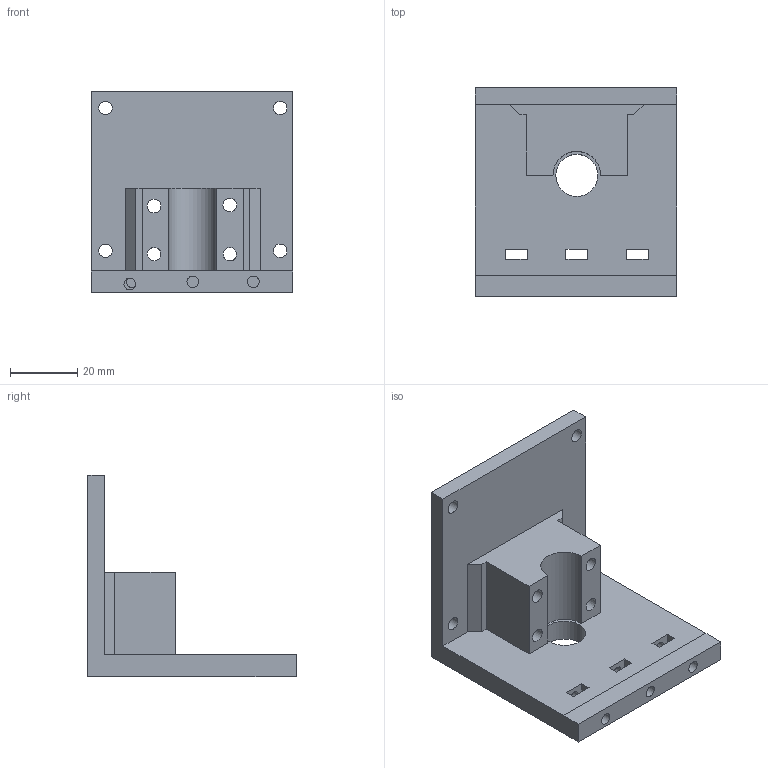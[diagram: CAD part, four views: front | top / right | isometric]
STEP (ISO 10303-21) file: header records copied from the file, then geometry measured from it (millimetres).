
FILE_DESCRIPTION(/* description */ (''),/* implementation_level */ '2;1');
FILE_NAME(/* name */ '',/* time_stamp */ '2026-02-06T17:13:03+03:00',/* author */ ('katya_notebook'),/* organization */ (''),/* preprocessor_version */ 'ST-DEVELOPER v20',/* originating_system */ 'Autodesk Inventor 2024',/* authorisation */ '');
FILE_SCHEMA (('AUTOMOTIVE_DESIGN { 1 0 10303 214 3 1 1 }'));
Length unit declared in the file: millimetre
Products named in the file (1): крепление свободной 
шестерни
Bounding box: 60 x 62 x 60 mm (x, y, z)
Volume: 51429.2 mm3; surface area: 19140.6 mm2
Topology: 1 solids, 1 shells, 53 faces, 181 edges, 167 vertices
Faces by surface type: plane 36, cylinder 15, bspline 2
Full cylindrical faces by diameter (mm): 3.5 x7, 4 x4, 4.05 x2, 12.5 x1
Entity records: 2305 total; most frequent: CARTESIAN_POINT 731, DIRECTION 290, ORIENTED_EDGE 284, EDGE_CURVE 142, LINE 104, VECTOR 104, VERTEX_POINT 94, AXIS2_PLACEMENT_3D 93
